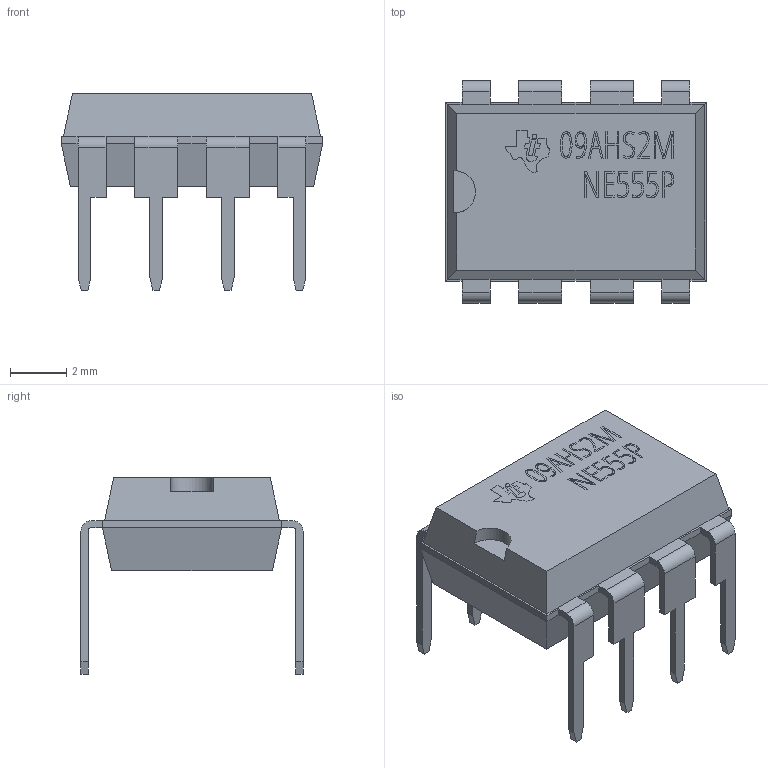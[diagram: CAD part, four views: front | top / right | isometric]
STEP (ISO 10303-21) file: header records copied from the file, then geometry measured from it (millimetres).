
FILE_DESCRIPTION(('FreeCAD Model'),'2;1');
FILE_NAME('Open CASCADE Shape Model','2021-08-20T16:53:03',( 'Anool Mahidharia'),('WyoLum'),'Open CASCADE STEP processor 7.4', 'FreeCAD','Unknown');
FILE_SCHEMA(('CONFIG_CONTROL_DESIGN','SHAPE_APPEARANCE_LAYER_MIM'));
Length unit declared in the file: millimetre
Products named in the file (1): DIP-8_W7.62mm001
Bounding box: 9.27 x 7.87 x 6.98 mm (x, y, z)
Volume: 185 mm3; surface area: 297.4 mm2
Topology: 1 solids, 1 shells, 168 faces, 669 edges, 523 vertices
Faces by surface type: plane 131, bspline 20, cylinder 17
Entity records: 9473 total; most frequent: CARTESIAN_POINT 2882, ORIENTED_EDGE 1338, DIRECTION 815, EDGE_CURVE 669, VERTEX_POINT 523, LINE 445, VECTOR 445, FACE_BOUND 188
